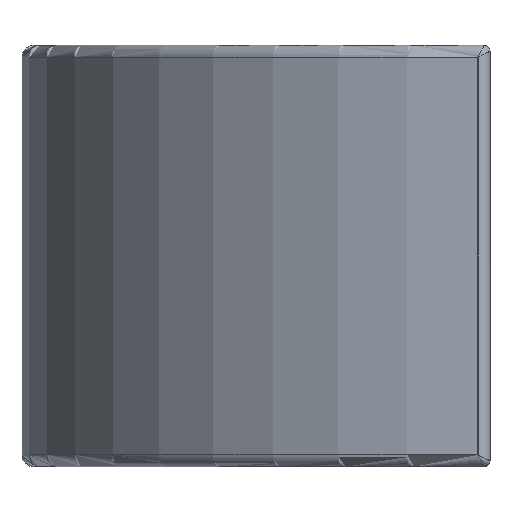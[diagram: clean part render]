
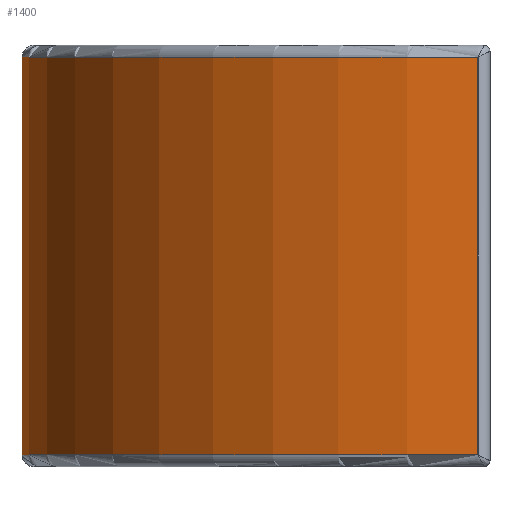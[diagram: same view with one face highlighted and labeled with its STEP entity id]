
A CAD part, left-side view. The second image highlights one B-rep face of the part: STEP entity #1400.
In plain terms, the highlighted cylindrical face has radius 40 mm (diameter 80 mm), a partial arc.
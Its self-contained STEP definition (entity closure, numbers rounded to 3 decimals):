
#320 = ORIENTED_EDGE ( 'NONE', *, *, #5295, .T. ) ;
#322 = ORIENTED_EDGE ( 'NONE', *, *, #5299, .T. ) ;
#323 = ORIENTED_EDGE ( 'NONE', *, *, #5301, .T. ) ;
#325 = ORIENTED_EDGE ( 'NONE', *, *, #5309, .T. ) ;
#503 = VERTEX_POINT ( 'NONE', #989 ) ;
#989 = CARTESIAN_POINT ( 'NONE',  ( -39.987, 1.026, 35. ) ) ;
#1400 = ADVANCED_FACE ( 'NONE', ( #2798 ), #2794, .T. ) ;
#1569 = AXIS2_PLACEMENT_3D ( 'NONE', #3217, #3216, #3215 ) ;
#1577 = AXIS2_PLACEMENT_3D ( 'NONE', #3250, #3249, #3248 ) ;
#2327 = CIRCLE ( 'NONE', #1569, 40. ) ;
#2335 = VECTOR ( 'NONE', #3251, 1000. ) ;
#2337 = LINE ( 'NONE', #3253, #2335 ) ;
#2340 = CIRCLE ( 'NONE', #1577, 40. ) ;
#2343 = VECTOR ( 'NONE', #3275, 1000. ) ;
#2345 = LINE ( 'NONE', #3287, #2343 ) ;
#2794 = CYLINDRICAL_SURFACE ( 'NONE', #3743, 40. ) ;
#2798 = FACE_OUTER_BOUND ( 'NONE', #4184, .T. ) ;
#3215 = DIRECTION ( 'NONE',  ( 1., 0., 0. ) ) ;
#3216 = DIRECTION ( 'NONE',  ( 0., 0., 1. ) ) ;
#3217 = CARTESIAN_POINT ( 'NONE',  ( 0., 0., 1. ) ) ;
#3248 = DIRECTION ( 'NONE',  ( 1., 0., 0. ) ) ;
#3249 = DIRECTION ( 'NONE',  ( 0., 0., -1. ) ) ;
#3250 = CARTESIAN_POINT ( 'NONE',  ( 0., 0., 35. ) ) ;
#3251 = DIRECTION ( 'NONE',  ( 0., 0., -1. ) ) ;
#3253 = CARTESIAN_POINT ( 'NONE',  ( -1.026, 39.987, 36. ) ) ;
#3275 = DIRECTION ( 'NONE',  ( 0., 0., 1. ) ) ;
#3287 = CARTESIAN_POINT ( 'NONE',  ( -39.987, 1.026, 36. ) ) ;
#3514 = CARTESIAN_POINT ( 'NONE',  ( 0., 0., 36. ) ) ;
#3516 = DIRECTION ( 'NONE',  ( 0., 0., -1. ) ) ;
#3525 = DIRECTION ( 'NONE',  ( -1., 0., 0. ) ) ;
#3743 = AXIS2_PLACEMENT_3D ( 'NONE', #3514, #3516, #3525 ) ;
#3855 = VERTEX_POINT ( 'NONE', #4597 ) ;
#3859 = VERTEX_POINT ( 'NONE', #4594 ) ;
#3894 = VERTEX_POINT ( 'NONE', #4526 ) ;
#4184 = EDGE_LOOP ( 'NONE', ( #320, #322, #323, #325 ) ) ;
#4526 = CARTESIAN_POINT ( 'NONE',  ( -39.987, 1.026, 1. ) ) ;
#4594 = CARTESIAN_POINT ( 'NONE',  ( -1.026, 39.987, 35. ) ) ;
#4597 = CARTESIAN_POINT ( 'NONE',  ( -1.026, 39.987, 1. ) ) ;
#5295 = EDGE_CURVE ( 'NONE', #3894, #503, #2345, .T. ) ;
#5299 = EDGE_CURVE ( 'NONE', #503, #3859, #2340, .T. ) ;
#5301 = EDGE_CURVE ( 'NONE', #3859, #3855, #2337, .T. ) ;
#5309 = EDGE_CURVE ( 'NONE', #3855, #3894, #2327, .T. ) ;
